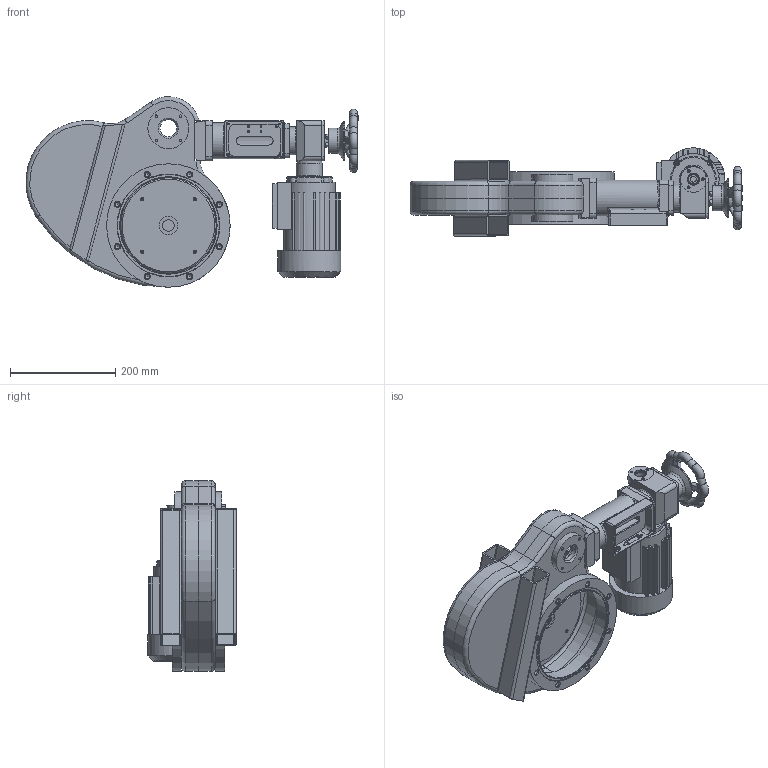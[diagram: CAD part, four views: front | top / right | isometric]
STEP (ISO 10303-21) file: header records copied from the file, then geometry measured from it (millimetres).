
FILE_DESCRIPTION(('STEP AP203'), '1');
FILE_NAME('Çàòâîð 2ÇÂÝ-160Ð (ÃÎÑÒ Ñòàëü 20)', '2023-09-07T12:28:51', (''), (''), 'C3D Converter', 'C3D Toolkit', '');
FILE_SCHEMA(('CONFIG_CONTROL_DESIGN'));
Length unit declared in the file: millimetre
Products named in the file (24): ГОСТ сталь 20; 2057 301121 2504 00 3; -01; 2057 506122 2087 00 1; 2057 403141 6007 00 6; ЩП8.020.559-00 1; 2057 509941 4208 00 0; 2057 5014442 0601 00 7; 2057 508413 0602 00 1; 2057 401537 0101 00 8; ЩП9.140.951-00 5; 2057 303146 0001 00 4; 2057 403543 1001 00 5; 2057 302814 0003 00 3; 2057 505422 5104 00 2; 2057 409942 7210 00 8; 2057 409942 7103 00 5; ЩП8.633.900-00 5
Assembly tree (25 placements, depth 3):
  ГОСТ сталь 20
    2057 301121 2504 00 3
      (unnamed)
      -01
      (unnamed)
      (unnamed)
      (unnamed)  x2
      (unnamed)  x2
      2057 506122 2087 00 1
    2057 403141 6007 00 6
    ЩП8.020.559-00 1
    2057 509941 4208 00 0
    2057 5014442 0601 00 7
    2057 508413 0602 00 1
    2057 401537 0101 00 8
    ЩП9.140.951-00 5
    2057 303146 0001 00 4
      2057 403543 1001 00 5
    2057 302814 0003 00 3
      2057 505422 5104 00 2
    2057 409942 7210 00 8
    2057 409942 7103 00 5
    (unnamed)
    ЩП8.633.900-00 5
Bounding box: 631.55 x 168 x 362.43 mm (x, y, z)
Volume: 4379842.2 mm3; surface area: 1194850.4 mm2
Topology: 24 solids, 26 shells, 1231 faces, 3048 edges, 1926 vertices
Faces by surface type: plane 522, cylinder 399, cone 167, torus 116, bspline 24, sphere 3
Full cylindrical faces by diameter (mm): 2.459 x9, 3.242 x1, 4.134 x15, 4.917 x8, 4.918 x8, 5.8 x4, 6 x8, 6.647 x4, 7 x16, 8.376 x17, 9 x8, 10 x1, 11 x1, 13 x2, 14 x2, 16 x1, 18 x1, 20 x2, 22 x6, 22.2 x1, 23.4 x2, 24.5 x1, 25 x1, 26 x1, 30 x2, 31 x1, 32 x4, 33.7 x2, 34 x1, 35 x1
Entity records: 47593 total; most frequent: CARTESIAN_POINT 16807, DIRECTION 5824, ORIENTED_EDGE 5108, EDGE_CURVE 2554, AXIS2_PLACEMENT_3D 2372, VERTEX_POINT 1824, EDGE_LOOP 1746, ADVANCED_FACE 1190
